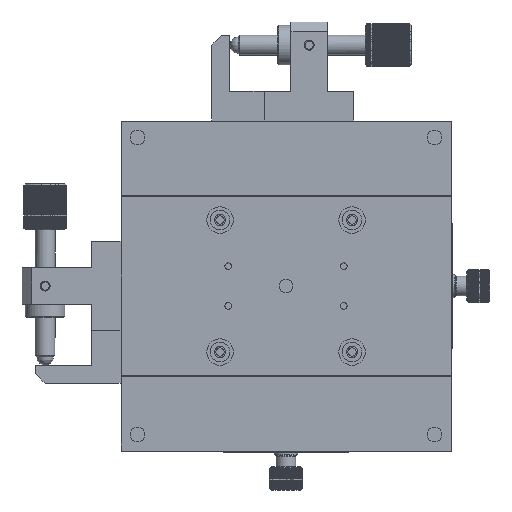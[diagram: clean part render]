
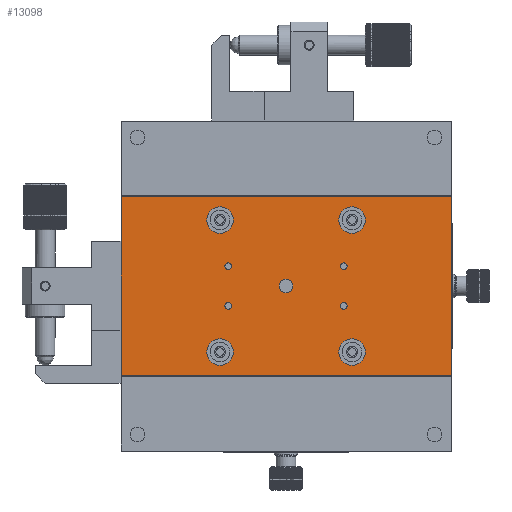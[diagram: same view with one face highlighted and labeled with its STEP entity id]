
A CAD part, front view. The second image highlights one B-rep face of the part: STEP entity #13098.
In plain terms, the highlighted planar face has unit normal (0, 1, 0).
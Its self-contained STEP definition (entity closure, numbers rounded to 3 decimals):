
#4 = CARTESIAN_POINT ( 'NONE',  ( -21.884, -7.188, -7.025 ) ) ;
#569 = CARTESIAN_POINT ( 'NONE',  ( -24.384, -7.188, 16. ) ) ;
#626 = EDGE_CURVE ( 'NONE', #11793, #26461, #40026, .T. ) ;
#644 = EDGE_CURVE ( 'NONE', #7009, #7009, #31616, .T. ) ;
#672 = VERTEX_POINT ( 'NONE', #30637 ) ;
#1013 = CIRCLE ( 'NONE', #32318, 4. ) ;
#1241 = ORIENTED_EDGE ( 'NONE', *, *, #19579, .F. ) ;
#1553 = CARTESIAN_POINT ( 'NONE',  ( -24.384, -7.188, -24. ) ) ;
#2071 = CIRCLE ( 'NONE', #24805, 4. ) ;
#2202 = CARTESIAN_POINT ( 'NONE',  ( -54.384, -7.188, -27.05 ) ) ;
#2668 = ORIENTED_EDGE ( 'NONE', *, *, #626, .F. ) ;
#2699 = CARTESIAN_POINT ( 'NONE',  ( -54.384, -7.188, 50. ) ) ;
#2859 = DIRECTION ( 'NONE',  ( -1., 0., 0. ) ) ;
#2962 = DIRECTION ( 'NONE',  ( 0., 1., 0. ) ) ;
#3027 = LINE ( 'NONE', #20982, #47241 ) ;
#3500 = DIRECTION ( 'NONE',  ( 0., 0., -1. ) ) ;
#3682 = CARTESIAN_POINT ( 'NONE',  ( -24.384, -7.188, -20. ) ) ;
#3734 = FACE_BOUND ( 'NONE', #35199, .T. ) ;
#4481 = EDGE_LOOP ( 'NONE', ( #34734 ) ) ;
#4548 = ORIENTED_EDGE ( 'NONE', *, *, #644, .F. ) ;
#4618 = AXIS2_PLACEMENT_3D ( 'NONE', #35422, #31990, #46975 ) ;
#4676 = VERTEX_POINT ( 'NONE', #4 ) ;
#4682 = ORIENTED_EDGE ( 'NONE', *, *, #48401, .F. ) ;
#5872 = CARTESIAN_POINT ( 'NONE',  ( -4.384, -7.188, 0. ) ) ;
#5973 = AXIS2_PLACEMENT_3D ( 'NONE', #5872, #28465, #43461 ) ;
#6275 = CIRCLE ( 'NONE', #21969, 1.025 ) ;
#6624 = ORIENTED_EDGE ( 'NONE', *, *, #10028, .F. ) ;
#6894 = ORIENTED_EDGE ( 'NONE', *, *, #13467, .F. ) ;
#7009 = VERTEX_POINT ( 'NONE', #47548 ) ;
#7475 = DIRECTION ( 'NONE',  ( 0., 0., -1. ) ) ;
#7819 = VERTEX_POINT ( 'NONE', #37780 ) ;
#7922 = EDGE_LOOP ( 'NONE', ( #6624 ) ) ;
#8422 = ORIENTED_EDGE ( 'NONE', *, *, #33543, .F. ) ;
#8609 = VERTEX_POINT ( 'NONE', #23568 ) ;
#9974 = FACE_OUTER_BOUND ( 'NONE', #48317, .T. ) ;
#10028 = EDGE_CURVE ( 'NONE', #26136, #26136, #46999, .T. ) ;
#10308 = DIRECTION ( 'NONE',  ( 0., 0., -1. ) ) ;
#11072 = AXIS2_PLACEMENT_3D ( 'NONE', #13192, #25190, #17371 ) ;
#11793 = VERTEX_POINT ( 'NONE', #29781 ) ;
#11928 = EDGE_LOOP ( 'NONE', ( #27035 ) ) ;
#11941 = ORIENTED_EDGE ( 'NONE', *, *, #36709, .F. ) ;
#13098 = ADVANCED_FACE ( 'NONE', ( #39450, #32322, #25838, #28638, #24688, #20790, #35765, #37151, #9974, #3734 ), #22397, .F. ) ;
#13192 = CARTESIAN_POINT ( 'NONE',  ( 15.616, -7.188, 20. ) ) ;
#13408 = CARTESIAN_POINT ( 'NONE',  ( 45.616, -7.188, -27.05 ) ) ;
#13467 = EDGE_CURVE ( 'NONE', #27099, #27099, #1013, .T. ) ;
#13639 = CARTESIAN_POINT ( 'NONE',  ( 45.616, -7.188, -27.05 ) ) ;
#13684 = EDGE_CURVE ( 'NONE', #26461, #22704, #31657, .T. ) ;
#13987 = VERTEX_POINT ( 'NONE', #20062 ) ;
#15930 = EDGE_CURVE ( 'NONE', #13987, #11793, #40917, .T. ) ;
#16162 = CIRCLE ( 'NONE', #5973, 2. ) ;
#16401 = AXIS2_PLACEMENT_3D ( 'NONE', #24057, #47158, #42486 ) ;
#16714 = VECTOR ( 'NONE', #32666, 1000. ) ;
#17371 = DIRECTION ( 'NONE',  ( 0., 0., -1. ) ) ;
#18760 = CIRCLE ( 'NONE', #16401, 1.025 ) ;
#19579 = EDGE_CURVE ( 'NONE', #4676, #4676, #18760, .T. ) ;
#20062 = CARTESIAN_POINT ( 'NONE',  ( 45.616, -7.188, 27.05 ) ) ;
#20425 = EDGE_CURVE ( 'NONE', #45706, #45706, #6275, .T. ) ;
#20790 = FACE_BOUND ( 'NONE', #37085, .T. ) ;
#20982 = CARTESIAN_POINT ( 'NONE',  ( 45.616, -7.188, 50. ) ) ;
#21969 = AXIS2_PLACEMENT_3D ( 'NONE', #30612, #37047, #26212 ) ;
#22282 = ORIENTED_EDGE ( 'NONE', *, *, #13684, .F. ) ;
#22397 = PLANE ( 'NONE',  #24555 ) ;
#22620 = CARTESIAN_POINT ( 'NONE',  ( 13.116, -7.188, -7.025 ) ) ;
#22704 = VERTEX_POINT ( 'NONE', #13639 ) ;
#23568 = CARTESIAN_POINT ( 'NONE',  ( 15.616, -7.188, 16. ) ) ;
#24057 = CARTESIAN_POINT ( 'NONE',  ( -21.884, -7.188, -6. ) ) ;
#24507 = CARTESIAN_POINT ( 'NONE',  ( 45.616, -7.188, -27.05 ) ) ;
#24555 = AXIS2_PLACEMENT_3D ( 'NONE', #13408, #28390, #3500 ) ;
#24688 = FACE_BOUND ( 'NONE', #7922, .T. ) ;
#24805 = AXIS2_PLACEMENT_3D ( 'NONE', #41589, #36962, #7475 ) ;
#25190 = DIRECTION ( 'NONE',  ( 0., 1., 0. ) ) ;
#25615 = DIRECTION ( 'NONE',  ( 0., 0., 1. ) ) ;
#25838 = FACE_BOUND ( 'NONE', #47795, .T. ) ;
#26132 = CIRCLE ( 'NONE', #26934, 1.025 ) ;
#26136 = VERTEX_POINT ( 'NONE', #569 ) ;
#26212 = DIRECTION ( 'NONE',  ( 0., 0., -1. ) ) ;
#26432 = ORIENTED_EDGE ( 'NONE', *, *, #46207, .F. ) ;
#26461 = VERTEX_POINT ( 'NONE', #2202 ) ;
#26934 = AXIS2_PLACEMENT_3D ( 'NONE', #44476, #32917, #40546 ) ;
#27035 = ORIENTED_EDGE ( 'NONE', *, *, #20425, .F. ) ;
#27099 = VERTEX_POINT ( 'NONE', #1553 ) ;
#28390 = DIRECTION ( 'NONE',  ( 0., -1., 0. ) ) ;
#28465 = DIRECTION ( 'NONE',  ( 0., 1., 0. ) ) ;
#28638 = FACE_BOUND ( 'NONE', #29163, .T. ) ;
#28964 = CARTESIAN_POINT ( 'NONE',  ( -21.884, -7.188, 6. ) ) ;
#29118 = CIRCLE ( 'NONE', #11072, 4. ) ;
#29163 = EDGE_LOOP ( 'NONE', ( #1241 ) ) ;
#29781 = CARTESIAN_POINT ( 'NONE',  ( -54.384, -7.188, 27.05 ) ) ;
#30171 = EDGE_LOOP ( 'NONE', ( #4682 ) ) ;
#30612 = CARTESIAN_POINT ( 'NONE',  ( 13.116, -7.188, -6. ) ) ;
#30637 = CARTESIAN_POINT ( 'NONE',  ( -4.384, -7.188, 2. ) ) ;
#31616 = CIRCLE ( 'NONE', #44177, 1.025 ) ;
#31657 = LINE ( 'NONE', #24507, #40164 ) ;
#31990 = DIRECTION ( 'NONE',  ( 0., 1., 0. ) ) ;
#32318 = AXIS2_PLACEMENT_3D ( 'NONE', #3682, #2962, #44237 ) ;
#32322 = FACE_BOUND ( 'NONE', #30171, .T. ) ;
#32666 = DIRECTION ( 'NONE',  ( 0., 0., -1. ) ) ;
#32917 = DIRECTION ( 'NONE',  ( 0., 1., 0. ) ) ;
#33543 = EDGE_CURVE ( 'NONE', #8609, #8609, #29118, .T. ) ;
#34734 = ORIENTED_EDGE ( 'NONE', *, *, #46546, .F. ) ;
#35199 = EDGE_LOOP ( 'NONE', ( #26432 ) ) ;
#35422 = CARTESIAN_POINT ( 'NONE',  ( -24.384, -7.188, 20. ) ) ;
#35765 = FACE_BOUND ( 'NONE', #4481, .T. ) ;
#36398 = EDGE_LOOP ( 'NONE', ( #8422 ) ) ;
#36709 = EDGE_CURVE ( 'NONE', #22704, #13987, #3027, .T. ) ;
#36962 = DIRECTION ( 'NONE',  ( 0., 1., 0. ) ) ;
#37047 = DIRECTION ( 'NONE',  ( 0., 1., 0. ) ) ;
#37085 = EDGE_LOOP ( 'NONE', ( #6894 ) ) ;
#37151 = FACE_BOUND ( 'NONE', #36398, .T. ) ;
#37661 = VECTOR ( 'NONE', #2859, 1000. ) ;
#37780 = CARTESIAN_POINT ( 'NONE',  ( 15.616, -7.188, -24. ) ) ;
#39246 = VERTEX_POINT ( 'NONE', #42949 ) ;
#39450 = FACE_BOUND ( 'NONE', #11928, .T. ) ;
#39517 = DIRECTION ( 'NONE',  ( 1., 0., 0. ) ) ;
#40026 = LINE ( 'NONE', #2699, #16714 ) ;
#40164 = VECTOR ( 'NONE', #39517, 1000. ) ;
#40546 = DIRECTION ( 'NONE',  ( 0., 0., -1. ) ) ;
#40917 = LINE ( 'NONE', #41166, #37661 ) ;
#41166 = CARTESIAN_POINT ( 'NONE',  ( 45.616, -7.188, 27.05 ) ) ;
#41589 = CARTESIAN_POINT ( 'NONE',  ( 15.616, -7.188, -20. ) ) ;
#41839 = ORIENTED_EDGE ( 'NONE', *, *, #15930, .F. ) ;
#42486 = DIRECTION ( 'NONE',  ( 0., 0., -1. ) ) ;
#42949 = CARTESIAN_POINT ( 'NONE',  ( 13.116, -7.188, 4.975 ) ) ;
#43461 = DIRECTION ( 'NONE',  ( 0., 0., 1. ) ) ;
#43957 = DIRECTION ( 'NONE',  ( 0., 1., 0. ) ) ;
#44177 = AXIS2_PLACEMENT_3D ( 'NONE', #28964, #43957, #10308 ) ;
#44237 = DIRECTION ( 'NONE',  ( 0., 0., -1. ) ) ;
#44476 = CARTESIAN_POINT ( 'NONE',  ( 13.116, -7.188, 6. ) ) ;
#45706 = VERTEX_POINT ( 'NONE', #22620 ) ;
#46207 = EDGE_CURVE ( 'NONE', #672, #672, #16162, .T. ) ;
#46546 = EDGE_CURVE ( 'NONE', #7819, #7819, #2071, .T. ) ;
#46975 = DIRECTION ( 'NONE',  ( 0., 0., -1. ) ) ;
#46999 = CIRCLE ( 'NONE', #4618, 4. ) ;
#47158 = DIRECTION ( 'NONE',  ( 0., 1., 0. ) ) ;
#47241 = VECTOR ( 'NONE', #25615, 1000. ) ;
#47548 = CARTESIAN_POINT ( 'NONE',  ( -21.884, -7.188, 4.975 ) ) ;
#47795 = EDGE_LOOP ( 'NONE', ( #4548 ) ) ;
#48317 = EDGE_LOOP ( 'NONE', ( #2668, #41839, #11941, #22282 ) ) ;
#48401 = EDGE_CURVE ( 'NONE', #39246, #39246, #26132, .T. ) ;
